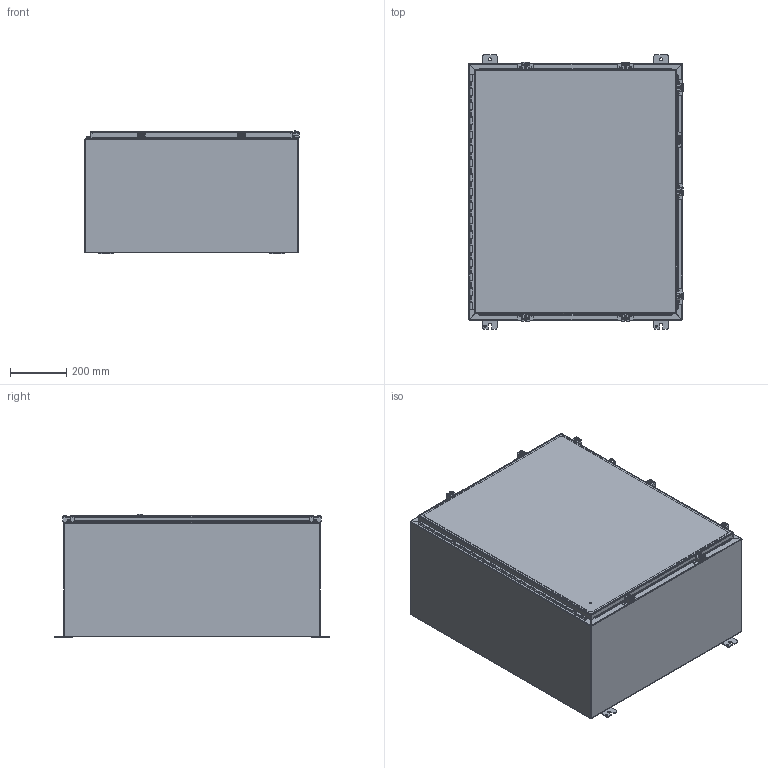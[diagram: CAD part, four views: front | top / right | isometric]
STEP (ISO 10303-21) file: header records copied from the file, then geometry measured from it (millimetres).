
FILE_DESCRIPTION(/* description */ ('36X30X16 SSN4_A LRS'),/* implementation_level */ '2;1');
FILE_NAME(/* name */ 'SSN4363016A.stp',/* time_stamp */ '2016-11-07T21:58:10+05:00',/* author */ ('vdas'),/* organization */ (''),/* preprocessor_version */ 'ST-DEVELOPER v16.1',/* originating_system */ 'Autodesk Inventor 2016',/* authorisation */ '');
FILE_SCHEMA (('AUTOMOTIVE_DESIGN { 1 0 10303 214 3 1 1 }'));
Length unit declared in the file: inch
Products named in the file (20): SSN4363016ALRS; 34839; 38415; SSN4363016ABTB; 38846; 3298; 34x28; SSN43630ALID; 32874-36T; 32874-36L; 32874-36P; 32874-36; 38859; HFW30828 & HFW30829 CLAMP; HFW30828 & HFW30829 SCREW; HFW30828 & HFW30829 WASHER; 30818; HFW30828 & HFW30829 SPRING; HFW30828; SSN4363016A
Assembly tree (40 placements, depth 3):
  SSN4363016A
    SSN4363016ALRS  x2
    34839  x4
    38415
    SSN4363016ABTB
    38846
    3298
    34x28
    SSN43630ALID
    32874-36
      32874-36T
      32874-36L
      32874-36P
    38859  x6
    HFW30828  x7
      HFW30828 & HFW30829 CLAMP
      HFW30828 & HFW30829 SCREW
      HFW30828 & HFW30829 WASHER
      HFW30828 & HFW30829 SPRING
    30818  x7
Bounding box: 765.44 x 977.9 x 440.82 mm (x, y, z)
Volume: 5894150.7 mm3; surface area: 6169465.9 mm2
Topology: 49 solids, 161 shells, 1676 faces, 4422 edges, 3017 vertices
Faces by surface type: plane 884, cylinder 471, bspline 202, cone 78, torus 41
Full cylindrical faces by diameter (mm): 2.794 x28, 3.048 x1, 3.967 x1, 5.359 x7, 6.35 x1, 7.163 x7, 7.95 x4, 8.382 x12, 8.56 x1, 8.89 x7, 11.125 x4, 12.7 x1, 13.208 x7, 15.875 x13
Entity records: 29292 total; most frequent: CARTESIAN_POINT 9454, ORIENTED_EDGE 3904, DIRECTION 3869, EDGE_CURVE 1982, LINE 1367, VECTOR 1367, VERTEX_POINT 1316, AXIS2_PLACEMENT_3D 1251
